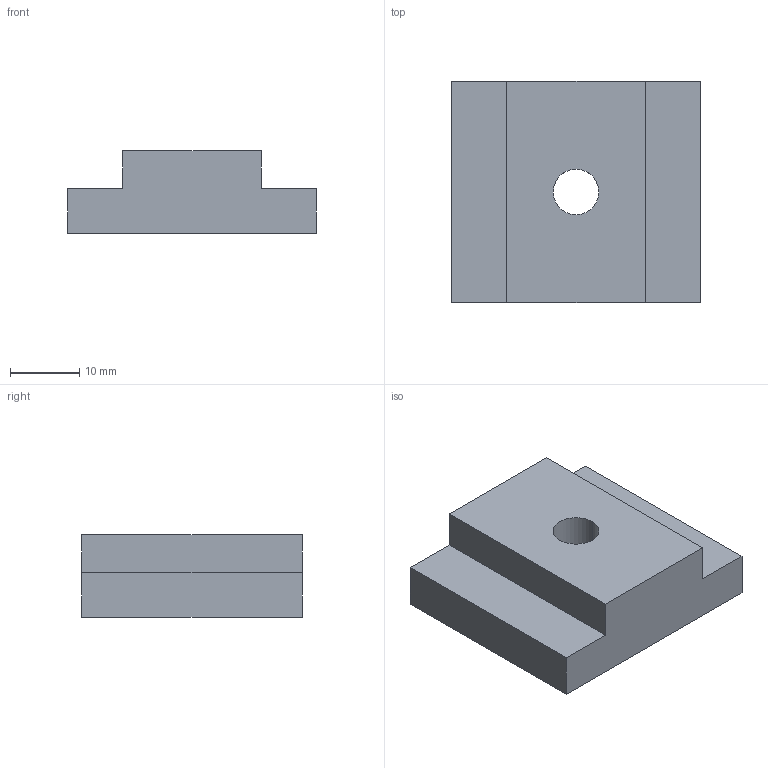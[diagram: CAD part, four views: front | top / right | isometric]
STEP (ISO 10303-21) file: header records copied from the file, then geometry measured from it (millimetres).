
FILE_DESCRIPTION(('STEP AP214'),'1');
FILE_NAME(' ',' ',('TraceParts'),('TraceParts S.A.'),'XStep 1.0',' ',' ');
FILE_SCHEMA(('automotive_design'));
Length unit declared in the file: millimetre
Products named in the file (1): 1
Bounding box: 36 x 32 x 12 mm (x, y, z)
Volume: 10214.3 mm3; surface area: 4027.5 mm2
Topology: 1 solids, 1 shells, 15 faces, 36 edges, 24 vertices
Faces by surface type: plane 11, cylinder 4
Entity records: 886 total; most frequent: STYLED_ITEM 76, PRESENTATION_STYLE_ASSIGNMENT 76, CARTESIAN_POINT 76, DIRECTION 76, COLOUR_RGB 76, ORIENTED_EDGE 72, EDGE_CURVE 36, CURVE_STYLE 36
